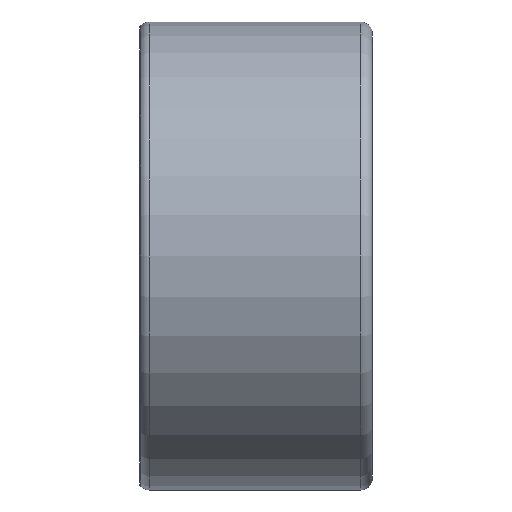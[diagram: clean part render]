
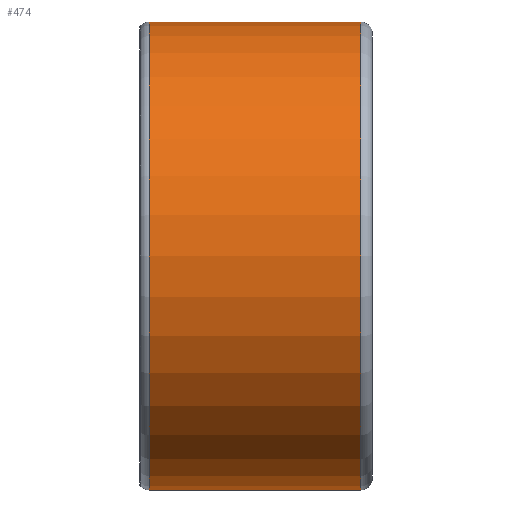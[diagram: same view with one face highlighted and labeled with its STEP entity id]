
A CAD part, front view. The second image highlights one B-rep face of the part: STEP entity #474.
In plain terms, the highlighted cylindrical face has radius 5 mm (diameter 10 mm), a partial arc.
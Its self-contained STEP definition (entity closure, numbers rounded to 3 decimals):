
#29 = ORIENTED_EDGE ( 'NONE', *, *, #608, .T. ) ;
#63 = LINE ( 'NONE', #656, #660 ) ;
#132 = FACE_OUTER_BOUND ( 'NONE', #711, .T. ) ;
#155 = VERTEX_POINT ( 'NONE', #349 ) ;
#175 = AXIS2_PLACEMENT_3D ( 'NONE', #302, #813, #380 ) ;
#201 = ORIENTED_EDGE ( 'NONE', *, *, #615, .T. ) ;
#216 = DIRECTION ( 'NONE',  ( -1., 0., 0. ) ) ;
#284 = DIRECTION ( 'NONE',  ( -1., 0., 0. ) ) ;
#293 = CIRCLE ( 'NONE', #836, 5. ) ;
#302 = CARTESIAN_POINT ( 'NONE',  ( 2.239, 0., 0. ) ) ;
#310 = CYLINDRICAL_SURFACE ( 'NONE', #785, 5. ) ;
#313 = LINE ( 'NONE', #654, #462 ) ;
#349 = CARTESIAN_POINT ( 'NONE',  ( -2.286, 0., -5. ) ) ;
#361 = VERTEX_POINT ( 'NONE', #487 ) ;
#380 = DIRECTION ( 'NONE',  ( 0., 0., -1. ) ) ;
#383 = VERTEX_POINT ( 'NONE', #498 ) ;
#433 = CARTESIAN_POINT ( 'NONE',  ( -2.286, 0., 0. ) ) ;
#439 = CARTESIAN_POINT ( 'NONE',  ( 2.489, 0., 0. ) ) ;
#452 = DIRECTION ( 'NONE',  ( -1., 0., 0. ) ) ;
#462 = VECTOR ( 'NONE', #284, 1000. ) ;
#474 = ADVANCED_FACE ( 'NONE', ( #132 ), #310, .T. ) ;
#487 = CARTESIAN_POINT ( 'NONE',  ( 2.239, 0., -5. ) ) ;
#498 = CARTESIAN_POINT ( 'NONE',  ( 2.239, 0., 5. ) ) ;
#506 = DIRECTION ( 'NONE',  ( 0., 0., 1. ) ) ;
#515 = DIRECTION ( 'NONE',  ( 0., 0., 1. ) ) ;
#554 = VERTEX_POINT ( 'NONE', #583 ) ;
#555 = EDGE_CURVE ( 'NONE', #554, #155, #293, .T. ) ;
#578 = EDGE_CURVE ( 'NONE', #361, #155, #313, .T. ) ;
#583 = CARTESIAN_POINT ( 'NONE',  ( -2.286, 0., 5. ) ) ;
#602 = ORIENTED_EDGE ( 'NONE', *, *, #555, .T. ) ;
#608 = EDGE_CURVE ( 'NONE', #361, #383, #638, .T. ) ;
#615 = EDGE_CURVE ( 'NONE', #383, #554, #63, .T. ) ;
#638 = CIRCLE ( 'NONE', #175, 5. ) ;
#654 = CARTESIAN_POINT ( 'NONE',  ( 2.489, 0., -5. ) ) ;
#656 = CARTESIAN_POINT ( 'NONE',  ( 2.489, 0., 5. ) ) ;
#660 = VECTOR ( 'NONE', #452, 1000. ) ;
#689 = ORIENTED_EDGE ( 'NONE', *, *, #578, .F. ) ;
#711 = EDGE_LOOP ( 'NONE', ( #689, #29, #201, #602 ) ) ;
#785 = AXIS2_PLACEMENT_3D ( 'NONE', #439, #216, #515 ) ;
#813 = DIRECTION ( 'NONE',  ( -1., 0., 0. ) ) ;
#836 = AXIS2_PLACEMENT_3D ( 'NONE', #433, #938, #506 ) ;
#938 = DIRECTION ( 'NONE',  ( 1., 0., 0. ) ) ;
